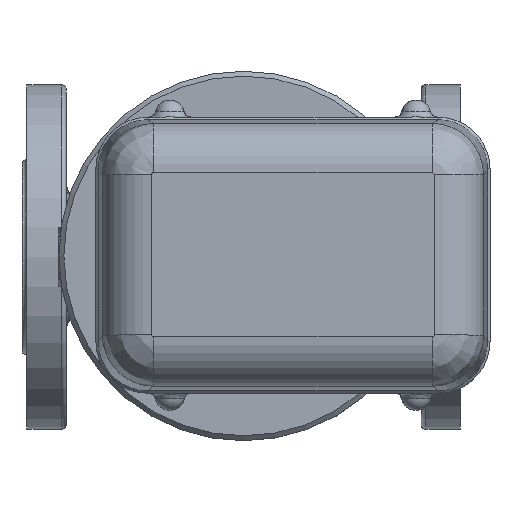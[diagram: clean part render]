
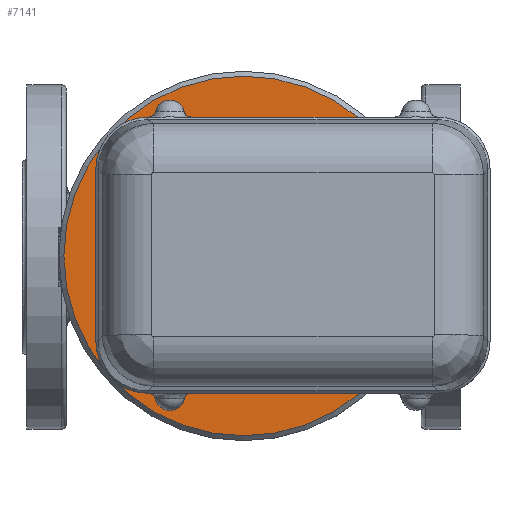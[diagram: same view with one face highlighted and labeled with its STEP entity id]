
A CAD part, top view. The second image highlights one B-rep face of the part: STEP entity #7141.
In plain terms, the highlighted planar face has unit normal (0, 0, 1).
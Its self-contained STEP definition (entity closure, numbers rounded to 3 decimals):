
#7114=CARTESIAN_POINT('',(0.0,0.0,316.8));
#7115=DIRECTION('',(0.0,0.0,-1.0));
#7116=DIRECTION('',(-1.0,0.0,0.0));
#7117=AXIS2_PLACEMENT_3D('',#7114,#7115,#7116);
#7118=PLANE('',#7117);
#7119=CARTESIAN_POINT('',(73.0,0.,316.8));
#7120=VERTEX_POINT('',#7119);
#7121=CARTESIAN_POINT('',(0.0,0.0,316.8));
#7122=DIRECTION('',(0.0,0.0,-1.0));
#7123=DIRECTION('',(-1.0,0.0,0.0));
#7124=AXIS2_PLACEMENT_3D('',#7121,#7122,#7123);
#7125=CIRCLE('',#7124,73.0);
#7126=EDGE_CURVE('',#7120,#7120,#7125,.T.);
#7127=ORIENTED_EDGE('',*,*,#7126,.F.);
#7128=EDGE_LOOP('',(#7127));
#7129=FACE_OUTER_BOUND('',#7128,.T.);
#7130=CARTESIAN_POINT('',(47.5,0.,316.8));
#7131=VERTEX_POINT('',#7130);
#7132=CARTESIAN_POINT('',(0.0,0.0,316.8));
#7133=DIRECTION('',(0.0,0.0,-1.0));
#7134=DIRECTION('',(-1.0,0.0,0.0));
#7135=AXIS2_PLACEMENT_3D('',#7132,#7133,#7134);
#7136=CIRCLE('',#7135,47.5);
#7137=EDGE_CURVE('',#7131,#7131,#7136,.T.);
#7138=ORIENTED_EDGE('',*,*,#7137,.T.);
#7139=EDGE_LOOP('',(#7138));
#7140=FACE_BOUND('',#7139,.T.);
#7141=ADVANCED_FACE('',(#7129,#7140),#7118,.F.);
